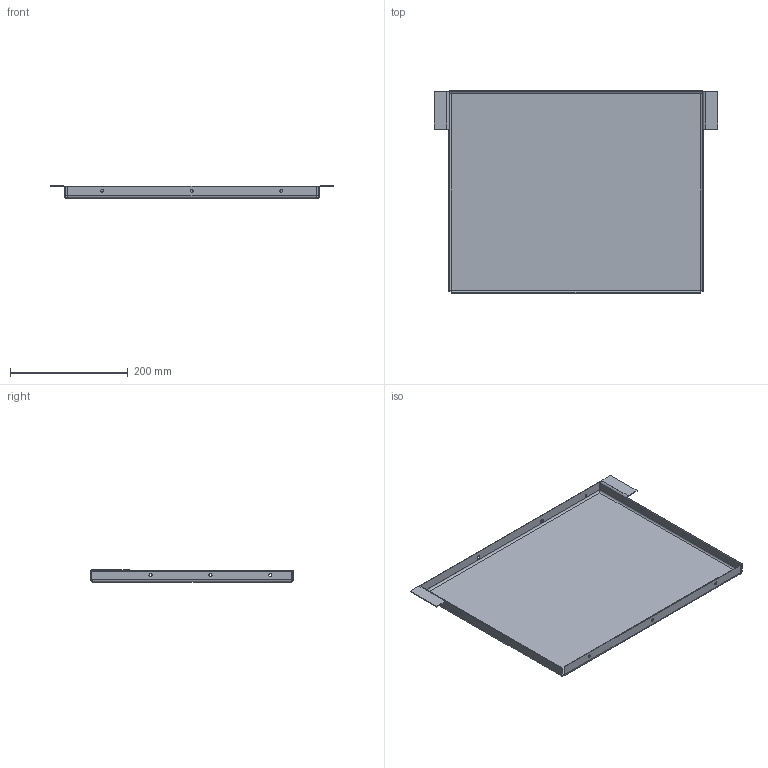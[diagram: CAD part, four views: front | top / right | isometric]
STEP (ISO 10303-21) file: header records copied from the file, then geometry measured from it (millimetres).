
FILE_DESCRIPTION((''),'2;1');
FILE_NAME('Compacteur_Flasque.stp','2009-02-12T21:30:06',('Alex_Cyril'),(''),'Autodesk Inventor 11','Autodesk Inventor 11','');
FILE_SCHEMA(('AUTOMOTIVE_DESIGN { 1 0 10303 214 1 1 1 1 }'));
Length unit declared in the file: millimetre
Products named in the file (1): Compacteur_Flasque
Bounding box: 481.4 x 343 x 21.8 mm (x, y, z)
Volume: 231086.5 mm3; surface area: 358417.7 mm2
Topology: 1 solids, 1 shells, 54 faces, 164 edges, 112 vertices
Faces by surface type: plane 24, cylinder 15, bspline 15
Full cylindrical faces by diameter (mm): 5.4 x3
Entity records: 1890 total; most frequent: CARTESIAN_POINT 466, ORIENTED_EDGE 280, DIRECTION 278, EDGE_CURVE 140, VERTEX_POINT 100, AXIS2_PLACEMENT_3D 98, EDGE_LOOP 90, VECTOR 82
